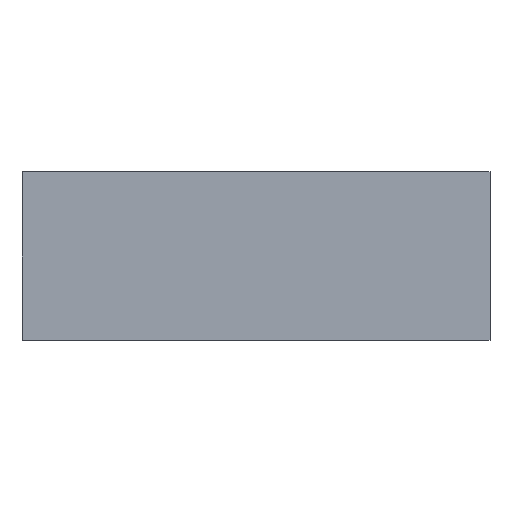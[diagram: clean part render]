
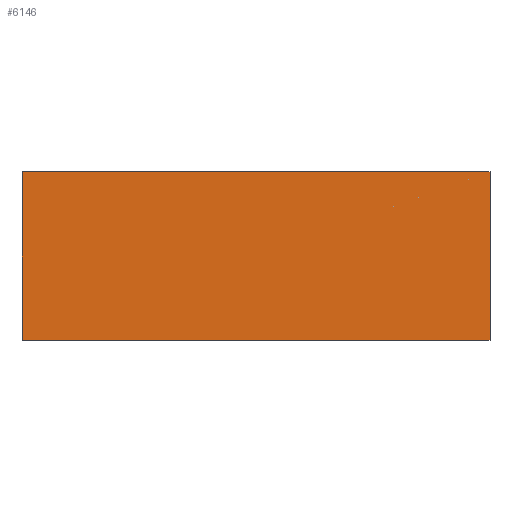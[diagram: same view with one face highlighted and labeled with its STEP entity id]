
A CAD part, front view. The second image highlights one B-rep face of the part: STEP entity #6146.
In plain terms, the highlighted planar face has unit normal (0, -1, 0).
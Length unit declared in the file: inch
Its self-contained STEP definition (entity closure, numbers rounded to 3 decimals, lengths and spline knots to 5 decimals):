
#6014=CARTESIAN_POINT('',(-2.0,-0.125,0.72));
#6015=VERTEX_POINT('',#6014);
#6022=CARTESIAN_POINT('',(2.0,-0.125,0.72));
#6023=VERTEX_POINT('',#6022);
#6024=CARTESIAN_POINT('',(2.0,-0.125,0.72));
#6025=DIRECTION('',(-1.0,0.0,0.0));
#6026=VECTOR('',#6025,4.0);
#6027=LINE('',#6024,#6026);
#6028=EDGE_CURVE('',#6023,#6015,#6027,.T.);
#6052=CARTESIAN_POINT('',(-2.0,-0.125,-0.72));
#6053=VERTEX_POINT('',#6052);
#6060=CARTESIAN_POINT('',(-2.0,-0.125,0.72));
#6061=DIRECTION('',(0.0,0.0,-1.0));
#6062=VECTOR('',#6061,1.44);
#6063=LINE('',#6060,#6062);
#6064=EDGE_CURVE('',#6015,#6053,#6063,.T.);
#6083=CARTESIAN_POINT('',(2.0,-0.125,-0.72));
#6084=VERTEX_POINT('',#6083);
#6091=CARTESIAN_POINT('',(-2.0,-0.125,-0.72));
#6092=DIRECTION('',(1.0,0.0,0.0));
#6093=VECTOR('',#6092,4.0);
#6094=LINE('',#6091,#6093);
#6095=EDGE_CURVE('',#6053,#6084,#6094,.T.);
#6113=CARTESIAN_POINT('',(2.0,-0.125,-0.72));
#6114=DIRECTION('',(0.0,0.0,1.0));
#6115=VECTOR('',#6114,1.44);
#6116=LINE('',#6113,#6115);
#6117=EDGE_CURVE('',#6084,#6023,#6116,.T.);
#6135=CARTESIAN_POINT('',(0.0,-0.125,0.0));
#6136=DIRECTION('',(0.0,1.0,0.0));
#6137=DIRECTION('',(0.0,0.0,1.0));
#6138=AXIS2_PLACEMENT_3D('',#6135,#6136,#6137);
#6139=PLANE('',#6138);
#6140=ORIENTED_EDGE('',*,*,#6117,.T.);
#6141=ORIENTED_EDGE('',*,*,#6028,.T.);
#6142=ORIENTED_EDGE('',*,*,#6064,.T.);
#6143=ORIENTED_EDGE('',*,*,#6095,.T.);
#6144=EDGE_LOOP('',(#6140,#6141,#6142,#6143));
#6145=FACE_OUTER_BOUND('',#6144,.T.);
#6146=ADVANCED_FACE('',(#6145),#6139,.F.);
